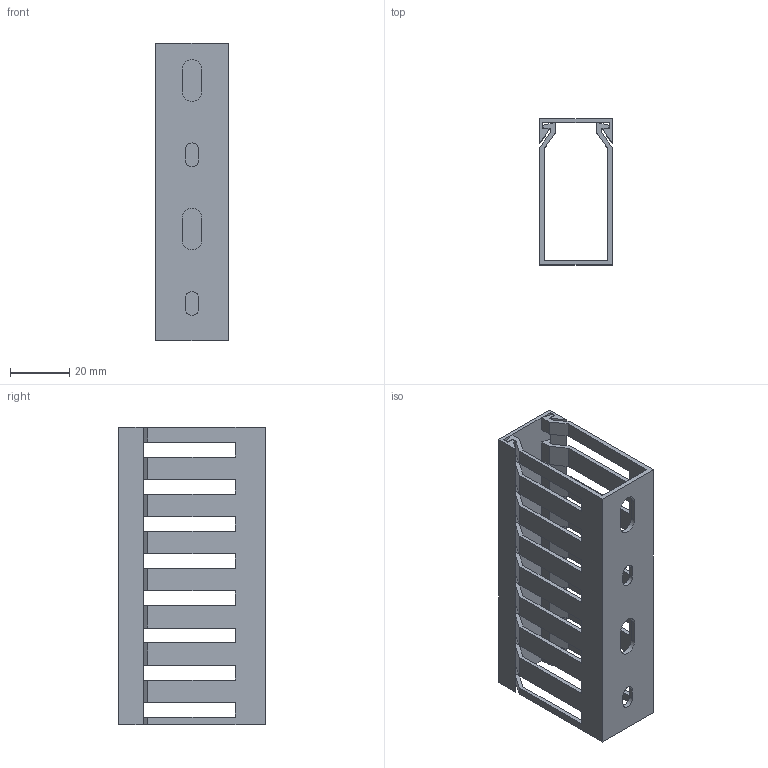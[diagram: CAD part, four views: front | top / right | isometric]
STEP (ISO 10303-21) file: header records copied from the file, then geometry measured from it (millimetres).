
FILE_DESCRIPTION((''),'2;1');
FILE_NAME('PROXY_HNG500250_ASM','2022-05-04T08:18:22',('mengess'),(''),'CREO PARAMETRIC BY PTC INC, 2021304','CREO PARAMETRIC BY PTC INC, 2021304','');
FILE_SCHEMA(('AUTOMOTIVE_DESIGN { 1 0 10303 214 1 1 1 1 }'));
Length unit declared in the file: millimetre
Products named in the file (3): PROXY_07367-M; PROXY_63049-M; PROXY_HNG500250_ASM
Assembly tree (2 placements, depth 2):
  PROXY_HNG500250_ASM
    PROXY_07367-M
    PROXY_63049-M
Bounding box: 24.3 x 49.2 x 100 mm (x, y, z)
Volume: 17878.9 mm3; surface area: 28720.6 mm2
Topology: 2 solids, 2 shells, 210 faces, 618 edges, 412 vertices
Faces by surface type: plane 184, cylinder 26
Entity records: 11078 total; most frequent: CARTESIAN_POINT 1431, DIRECTION 1341, ORIENTED_EDGE 1236, PRESENTATION_STYLE_ASSIGNMENT 654, STYLED_ITEM 654, CURVE_STYLE 653, VECTOR 628, LINE 628
